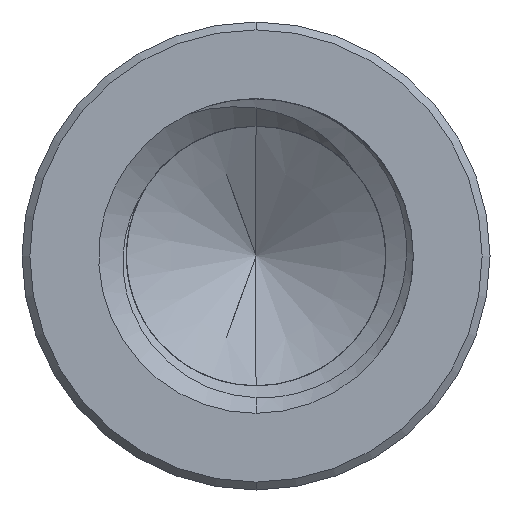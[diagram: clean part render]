
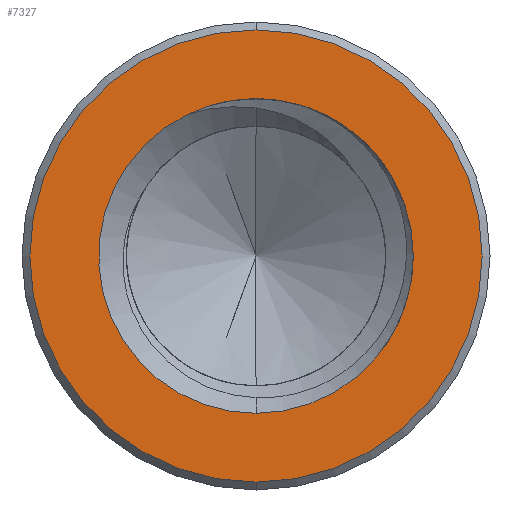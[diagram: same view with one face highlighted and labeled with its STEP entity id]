
A CAD part, front view. The second image highlights one B-rep face of the part: STEP entity #7327.
In plain terms, the highlighted planar face has unit normal (0, -1, 0).
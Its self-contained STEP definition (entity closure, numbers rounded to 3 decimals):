
#55 = VERTEX_POINT ( 'NONE', #4048 ) ;
#118 = AXIS2_PLACEMENT_3D ( 'NONE', #8316, #4321, #4267 ) ;
#256 = AXIS2_PLACEMENT_3D ( 'NONE', #1924, #2572, #1154 ) ;
#689 = ORIENTED_EDGE ( 'NONE', *, *, #5209, .T. ) ;
#718 = EDGE_CURVE ( 'NONE', #5772, #55, #5862, .T. ) ;
#1069 = CARTESIAN_POINT ( 'NONE',  ( 0., -26., 0. ) ) ;
#1099 = DIRECTION ( 'NONE',  ( 0., 1., 0. ) ) ;
#1154 = DIRECTION ( 'NONE',  ( 0., 0., 1. ) ) ;
#1484 = AXIS2_PLACEMENT_3D ( 'NONE', #6709, #7430, #1823 ) ;
#1689 = ORIENTED_EDGE ( 'NONE', *, *, #8036, .T. ) ;
#1775 = ORIENTED_EDGE ( 'NONE', *, *, #718, .T. ) ;
#1823 = DIRECTION ( 'NONE',  ( 0., 0., 1. ) ) ;
#1924 = CARTESIAN_POINT ( 'NONE',  ( 0., -26., 0. ) ) ;
#2023 = CIRCLE ( 'NONE', #118, 2. ) ;
#2549 = EDGE_CURVE ( 'NONE', #8769, #7315, #2023, .T. ) ;
#2572 = DIRECTION ( 'NONE',  ( 0., 1., 0. ) ) ;
#3032 = ORIENTED_EDGE ( 'NONE', *, *, #2549, .T. ) ;
#3049 = EDGE_LOOP ( 'NONE', ( #1689, #3032, #6714 ) ) ;
#3546 = DIRECTION ( 'NONE',  ( 0., -1., 0. ) ) ;
#3964 = CARTESIAN_POINT ( 'NONE',  ( -0.874, -26., 1.799 ) ) ;
#4048 = CARTESIAN_POINT ( 'NONE',  ( 0., -26., 2.875 ) ) ;
#4267 = DIRECTION ( 'NONE',  ( 0., 0., 1. ) ) ;
#4321 = DIRECTION ( 'NONE',  ( 0., 1., 0. ) ) ;
#4400 = AXIS2_PLACEMENT_3D ( 'NONE', #4979, #3546, #7155 ) ;
#4834 = FACE_OUTER_BOUND ( 'NONE', #7272, .T. ) ;
#4882 = DIRECTION ( 'NONE',  ( 0., -1., 0. ) ) ;
#4979 = CARTESIAN_POINT ( 'NONE',  ( 0., -26., 0. ) ) ;
#5209 = EDGE_CURVE ( 'NONE', #55, #5772, #6349, .T. ) ;
#5772 = VERTEX_POINT ( 'NONE', #7223 ) ;
#5862 = CIRCLE ( 'NONE', #8724, 2.875 ) ;
#5972 = CARTESIAN_POINT ( 'NONE',  ( 0., -26., -2. ) ) ;
#6031 = FACE_BOUND ( 'NONE', #3049, .T. ) ;
#6037 = DIRECTION ( 'NONE',  ( 0., 0., 1. ) ) ;
#6349 = CIRCLE ( 'NONE', #4400, 2.875 ) ;
#6709 = CARTESIAN_POINT ( 'NONE',  ( 0., -26., 0. ) ) ;
#6714 = ORIENTED_EDGE ( 'NONE', *, *, #9092, .T. ) ;
#6811 = PLANE ( 'NONE',  #256 ) ;
#6833 = CIRCLE ( 'NONE', #1484, 2. ) ;
#7155 = DIRECTION ( 'NONE',  ( 0., 0., 1. ) ) ;
#7223 = CARTESIAN_POINT ( 'NONE',  ( 0., -26., -2.875 ) ) ;
#7261 = CIRCLE ( 'NONE', #9116, 2. ) ;
#7272 = EDGE_LOOP ( 'NONE', ( #689, #1775 ) ) ;
#7315 = VERTEX_POINT ( 'NONE', #3964 ) ;
#7327 = ADVANCED_FACE ( 'NONE', ( #6031, #4834 ), #6811, .F. ) ;
#7430 = DIRECTION ( 'NONE',  ( 0., 1., 0. ) ) ;
#7626 = CARTESIAN_POINT ( 'NONE',  ( 0., -26., 0. ) ) ;
#8036 = EDGE_CURVE ( 'NONE', #8695, #8769, #6833, .T. ) ;
#8080 = CARTESIAN_POINT ( 'NONE',  ( 0.675, -26., 1.883 ) ) ;
#8316 = CARTESIAN_POINT ( 'NONE',  ( 0., -26., 0. ) ) ;
#8321 = DIRECTION ( 'NONE',  ( 0., 0., 1. ) ) ;
#8695 = VERTEX_POINT ( 'NONE', #8080 ) ;
#8724 = AXIS2_PLACEMENT_3D ( 'NONE', #7626, #4882, #8321 ) ;
#8769 = VERTEX_POINT ( 'NONE', #5972 ) ;
#9092 = EDGE_CURVE ( 'NONE', #7315, #8695, #7261, .T. ) ;
#9116 = AXIS2_PLACEMENT_3D ( 'NONE', #1069, #1099, #6037 ) ;
